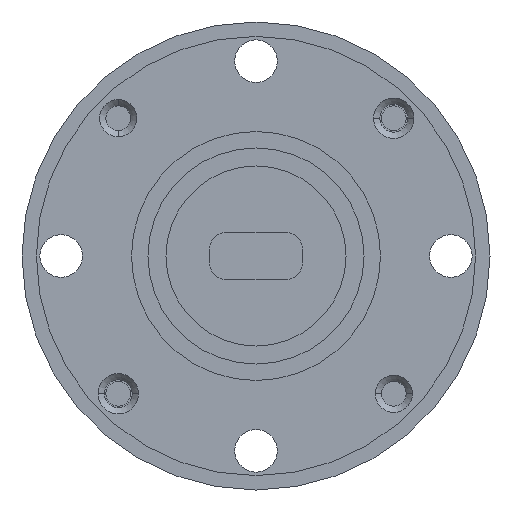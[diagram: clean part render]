
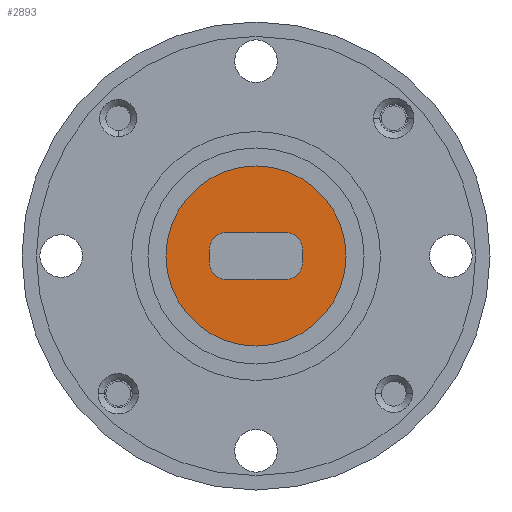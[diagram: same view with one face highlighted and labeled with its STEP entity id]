
A CAD part, front view. The second image highlights one B-rep face of the part: STEP entity #2893.
In plain terms, the highlighted planar face has unit normal (0, -1, 0).
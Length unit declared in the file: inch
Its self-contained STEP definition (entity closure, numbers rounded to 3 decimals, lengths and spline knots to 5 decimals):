
#44 = CIRCLE ( 'NONE', #6027, 0.03937 ) ;
#80 = EDGE_CURVE ( 'Defeatured_0_13+Defeatured_0_83+Defeatured_0_82+Defeatured_0_84', #3672, #4811, #4891, .T. ) ;
#106 = CARTESIAN_POINT ( 'NONE',  ( 0., -0.25394, 0. ) ) ;
#110 = AXIS2_PLACEMENT_3D ( 'NONE', #362, #3717, #2800 ) ;
#299 = VERTEX_POINT ( 'NONE', #4957 ) ;
#329 = AXIS2_PLACEMENT_3D ( 'NONE', #3872, #4849, #1973 ) ;
#330 = CARTESIAN_POINT ( 'NONE',  ( 0.11201, -0.25394, 0.01673 ) ) ;
#358 = ORIENTED_EDGE ( 'NONE', *, *, #80, .T. ) ;
#362 = CARTESIAN_POINT ( 'NONE',  ( -0.07264, -0.25394, 0.01673 ) ) ;
#523 = EDGE_LOOP ( 'NONE', ( #4331, #810 ) ) ;
#575 = EDGE_CURVE ( 'Defeatured_0_13+Defeatured_0_87+Defeatured_0_86+Defeatured_0_88', #4317, #3894, #2253, .T. ) ;
#640 = EDGE_CURVE ( 'Defeatured_0_13+Defeatured_0_89+Defeatured_0_88+Defeatured_0_82', #299, #1759, #3446, .T. ) ;
#690 = EDGE_CURVE ( 'Defeatured_0_86+Defeatured_0_13+Defeatured_0_87+Defeatured_0_85', #4317, #3896, #3514, .T. ) ;
#696 = DIRECTION ( 'NONE',  ( 0., 1., 0. ) ) ;
#810 = ORIENTED_EDGE ( 'NONE', *, *, #3271, .F. ) ;
#844 = DIRECTION ( 'NONE',  ( 0., 0., -1. ) ) ;
#875 = DIRECTION ( 'NONE',  ( 0., 0., -1. ) ) ;
#935 = EDGE_CURVE ( 'Defeatured_0_13+Defeatured_0_88+Defeatured_0_87+Defeatured_0_89', #3894, #299, #2784, .T. ) ;
#995 = ORIENTED_EDGE ( 'NONE', *, *, #3925, .T. ) ;
#1061 = AXIS2_PLACEMENT_3D ( 'NONE', #1078, #5225, #5125 ) ;
#1078 = CARTESIAN_POINT ( 'NONE',  ( 0.07264, -0.25394, 0.01673 ) ) ;
#1130 = EDGE_CURVE ( 'Defeatured_0_15+Defeatured_0_13+Defeatured_0_13+Defeatured_0_13', #4052, #4512, #4574, .T. ) ;
#1206 = DIRECTION ( 'NONE',  ( 0., -1., 0. ) ) ;
#1344 = VERTEX_POINT ( 'NONE', #2552 ) ;
#1567 = CARTESIAN_POINT ( 'NONE',  ( -0.11201, -0.25394, 0.01673 ) ) ;
#1759 = VERTEX_POINT ( 'NONE', #330 ) ;
#1790 = CARTESIAN_POINT ( 'NONE',  ( -0.11201, -0.25394, 0. ) ) ;
#1899 = CARTESIAN_POINT ( 'NONE',  ( 0.11201, -0.25394, -0.0561 ) ) ;
#1973 = DIRECTION ( 'NONE',  ( 1., 0., 0. ) ) ;
#2032 = CARTESIAN_POINT ( 'NONE',  ( -0.21654, -0.25394, 0. ) ) ;
#2106 = EDGE_CURVE ( 'Defeatured_0_85+Defeatured_0_13+Defeatured_0_86+Defeatured_0_84', #3896, #1344, #44, .T. ) ;
#2135 = FACE_BOUND ( 'NONE', #4884, .T. ) ;
#2253 = CIRCLE ( 'NONE', #110, 0.03937 ) ;
#2259 = DIRECTION ( 'NONE',  ( 1., 0., 0. ) ) ;
#2338 = CARTESIAN_POINT ( 'NONE',  ( 0.11201, -0.25394, 0.0561 ) ) ;
#2540 = EDGE_CURVE ( 'Defeatured_0_13+Defeatured_0_84+Defeatured_0_83+Defeatured_0_85', #4811, #1344, #4619, .T. ) ;
#2552 = CARTESIAN_POINT ( 'NONE',  ( -0.07264, -0.25394, -0.0561 ) ) ;
#2784 = LINE ( 'NONE', #4654, #3899 ) ;
#2800 = DIRECTION ( 'NONE',  ( -1., 0., 0. ) ) ;
#2809 = VECTOR ( 'NONE', #875, 39.37008 ) ;
#2856 = CARTESIAN_POINT ( 'NONE',  ( 0.07264, -0.25394, -0.0561 ) ) ;
#2893 = ADVANCED_FACE ( 'Defeatured_0_13', ( #2135, #4538 ), #5972, .F. ) ;
#2970 = ORIENTED_EDGE ( 'NONE', *, *, #690, .F. ) ;
#3065 = ORIENTED_EDGE ( 'NONE', *, *, #935, .T. ) ;
#3077 = ORIENTED_EDGE ( 'NONE', *, *, #2106, .F. ) ;
#3271 = EDGE_CURVE ( 'Defeatured_0_15+Defeatured_0_13+Defeatured_0_13+Defeatured_0_13', #4512, #4052, #3992, .T. ) ;
#3336 = VECTOR ( 'NONE', #3804, 39.37008 ) ;
#3438 = CARTESIAN_POINT ( 'NONE',  ( -0.11201, -0.25394, -0.01673 ) ) ;
#3446 = CIRCLE ( 'NONE', #1061, 0.03937 ) ;
#3460 = DIRECTION ( 'NONE',  ( -1., 0., 0. ) ) ;
#3502 = AXIS2_PLACEMENT_3D ( 'NONE', #3561, #696, #4057 ) ;
#3514 = LINE ( 'NONE', #1790, #6092 ) ;
#3561 = CARTESIAN_POINT ( 'NONE',  ( 0., -0.25394, 0. ) ) ;
#3565 = CARTESIAN_POINT ( 'NONE',  ( 0.21654, -0.25394, 0. ) ) ;
#3584 = DIRECTION ( 'NONE',  ( -1., 0., 0. ) ) ;
#3611 = DIRECTION ( 'NONE',  ( 0., 1., 0. ) ) ;
#3672 = VERTEX_POINT ( 'NONE', #5728 ) ;
#3717 = DIRECTION ( 'NONE',  ( 0., 1., 0. ) ) ;
#3749 = ORIENTED_EDGE ( 'NONE', *, *, #575, .T. ) ;
#3804 = DIRECTION ( 'NONE',  ( -1., 0., 0. ) ) ;
#3872 = CARTESIAN_POINT ( 'NONE',  ( 0., -0.25394, 0. ) ) ;
#3882 = AXIS2_PLACEMENT_3D ( 'NONE', #5895, #3611, #3584 ) ;
#3894 = VERTEX_POINT ( 'NONE', #3907 ) ;
#3896 = VERTEX_POINT ( 'NONE', #3438 ) ;
#3899 = VECTOR ( 'NONE', #2259, 39.37008 ) ;
#3907 = CARTESIAN_POINT ( 'NONE',  ( -0.07264, -0.25394, 0.0561 ) ) ;
#3925 = EDGE_CURVE ( 'Defeatured_0_13+Defeatured_0_82+Defeatured_0_89+Defeatured_0_83', #1759, #3672, #5354, .T. ) ;
#3992 = CIRCLE ( 'NONE', #3502, 0.21654 ) ;
#4041 = DIRECTION ( 'NONE',  ( 0., 1., 0. ) ) ;
#4052 = VERTEX_POINT ( 'NONE', #2032 ) ;
#4057 = DIRECTION ( 'NONE',  ( -1., 0., 0. ) ) ;
#4086 = CARTESIAN_POINT ( 'NONE',  ( -0.07264, -0.25394, -0.01673 ) ) ;
#4125 = ORIENTED_EDGE ( 'NONE', *, *, #640, .T. ) ;
#4138 = ORIENTED_EDGE ( 'NONE', *, *, #2540, .T. ) ;
#4317 = VERTEX_POINT ( 'NONE', #1567 ) ;
#4331 = ORIENTED_EDGE ( 'NONE', *, *, #1130, .F. ) ;
#4512 = VERTEX_POINT ( 'NONE', #3565 ) ;
#4538 = FACE_OUTER_BOUND ( 'NONE', #523, .T. ) ;
#4574 = CIRCLE ( 'NONE', #4772, 0.21654 ) ;
#4577 = DIRECTION ( 'NONE',  ( -1., 0., 0. ) ) ;
#4619 = LINE ( 'NONE', #1899, #3336 ) ;
#4654 = CARTESIAN_POINT ( 'NONE',  ( 0.11201, -0.25394, 0.0561 ) ) ;
#4772 = AXIS2_PLACEMENT_3D ( 'NONE', #106, #4041, #3460 ) ;
#4811 = VERTEX_POINT ( 'NONE', #2856 ) ;
#4849 = DIRECTION ( 'NONE',  ( 0., 1., 0. ) ) ;
#4884 = EDGE_LOOP ( 'NONE', ( #4125, #995, #358, #4138, #3077, #2970, #3749, #3065 ) ) ;
#4891 = CIRCLE ( 'NONE', #3882, 0.03937 ) ;
#4957 = CARTESIAN_POINT ( 'NONE',  ( 0.07264, -0.25394, 0.0561 ) ) ;
#5125 = DIRECTION ( 'NONE',  ( -1., 0., 0. ) ) ;
#5225 = DIRECTION ( 'NONE',  ( 0., 1., 0. ) ) ;
#5354 = LINE ( 'NONE', #2338, #2809 ) ;
#5728 = CARTESIAN_POINT ( 'NONE',  ( 0.11201, -0.25394, -0.01673 ) ) ;
#5895 = CARTESIAN_POINT ( 'NONE',  ( 0.07264, -0.25394, -0.01673 ) ) ;
#5972 = PLANE ( 'NONE',  #329 ) ;
#6027 = AXIS2_PLACEMENT_3D ( 'NONE', #4086, #1206, #4577 ) ;
#6092 = VECTOR ( 'NONE', #844, 39.37008 ) ;
